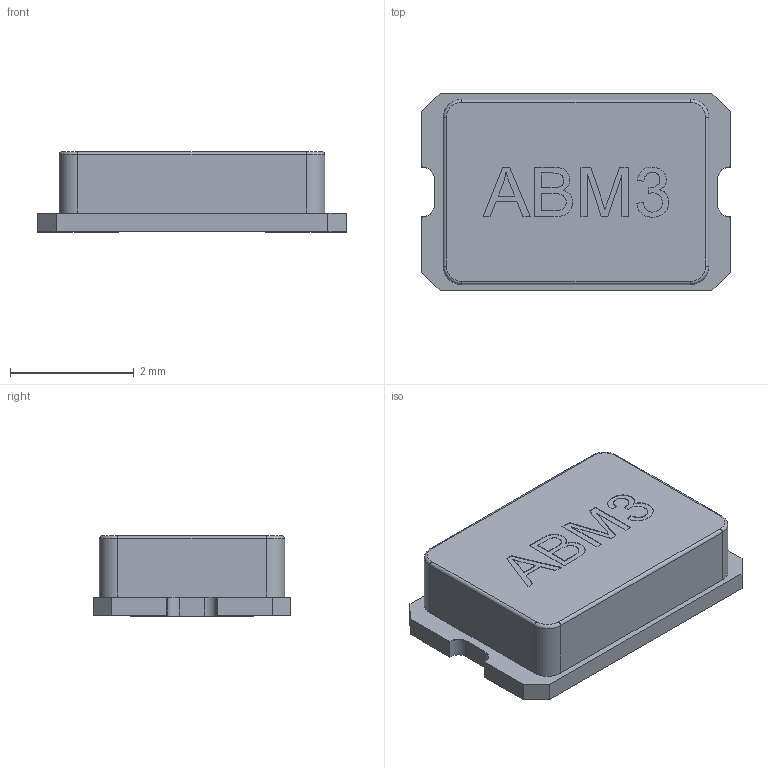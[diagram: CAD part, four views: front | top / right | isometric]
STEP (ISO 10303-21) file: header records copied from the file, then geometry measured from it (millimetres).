
FILE_DESCRIPTION (( 'STEP AP214' ), '1' );
FILE_NAME ('1FD6DEEA-DD13-4E4A-B7C3-7D4993D3CDAD.STEP', '2024-12-03T20:03:56', ( '' ), ( '' ), 'SwSTEP 2.0', 'SolidWorks 2022', '' );
FILE_SCHEMA (( 'AUTOMOTIVE_DESIGN' ));
Length unit declared in the file: millimetre
Products named in the file (1): 1FD6DEEA-DD13-4E4A-B7C3-7D4993D3CDAD
Bounding box: 5 x 3.2 x 1.3 mm (x, y, z)
Volume: 17.4 mm3; surface area: 49.9 mm2
Topology: 1 solids, 1 shells, 135 faces, 367 edges, 242 vertices
Faces by surface type: plane 90, bspline 25, cylinder 16, torus 4
Entity records: 6395 total; most frequent: CARTESIAN_POINT 2362, ORIENTED_EDGE 734, DIRECTION 575, EDGE_CURVE 367, VECTOR 281, LINE 281, VERTEX_POINT 242, AXIS2_PLACEMENT_3D 147
